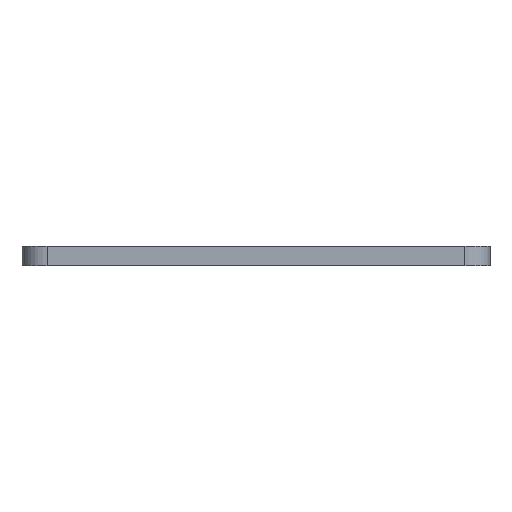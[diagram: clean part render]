
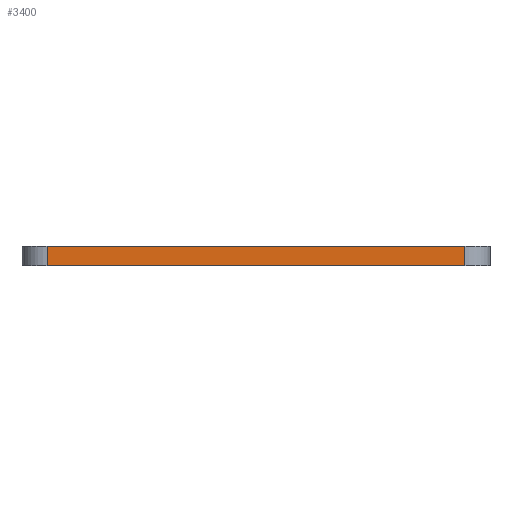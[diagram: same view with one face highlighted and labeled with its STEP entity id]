
A CAD part, front view. The second image highlights one B-rep face of the part: STEP entity #3400.
In plain terms, the highlighted planar face has unit normal (0, -1, 0).
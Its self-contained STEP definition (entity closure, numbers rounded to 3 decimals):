
#74 = EDGE_CURVE('',#75,#77,#79,.T.);
#75 = VERTEX_POINT('',#76);
#76 = CARTESIAN_POINT('',(-16.89,-6.415,0.));
#77 = VERTEX_POINT('',#78);
#78 = CARTESIAN_POINT('',(-16.89,-6.415,1.6
    ));
#79 = LINE('',#80,#81);
#80 = CARTESIAN_POINT('',(-16.89,-6.415,0.));
#81 = VECTOR('',#82,1.);
#82 = DIRECTION('',(0.,0.,1.));
#239 = VERTEX_POINT('',#240);
#240 = CARTESIAN_POINT('',(16.762,-6.415,0.));
#247 = EDGE_CURVE('',#239,#75,#248,.T.);
#248 = LINE('',#249,#250);
#249 = CARTESIAN_POINT('',(16.762,-6.415,0.));
#250 = VECTOR('',#251,1.);
#251 = DIRECTION('',(-1.,0.,0.));
#1873 = VERTEX_POINT('',#1874);
#1874 = CARTESIAN_POINT('',(16.762,-6.415,
    1.6));
#1881 = EDGE_CURVE('',#1873,#77,#1882,.T.);
#1882 = LINE('',#1883,#1884);
#1883 = CARTESIAN_POINT('',(16.762,-6.415,
    1.6));
#1884 = VECTOR('',#1885,1.);
#1885 = DIRECTION('',(-1.,0.,0.));
#3400 = ADVANCED_FACE('',(#3401),#3412,.T.);
#3401 = FACE_BOUND('',#3402,.T.);
#3402 = EDGE_LOOP('',(#3403,#3409,#3410,#3411));
#3403 = ORIENTED_EDGE('',*,*,#3404,.T.);
#3404 = EDGE_CURVE('',#239,#1873,#3405,.T.);
#3405 = LINE('',#3406,#3407);
#3406 = CARTESIAN_POINT('',(16.762,-6.415,0.));
#3407 = VECTOR('',#3408,1.);
#3408 = DIRECTION('',(0.,0.,1.));
#3409 = ORIENTED_EDGE('',*,*,#1881,.T.);
#3410 = ORIENTED_EDGE('',*,*,#74,.F.);
#3411 = ORIENTED_EDGE('',*,*,#247,.F.);
#3412 = PLANE('',#3413);
#3413 = AXIS2_PLACEMENT_3D('',#3414,#3415,#3416);
#3414 = CARTESIAN_POINT('',(16.762,-6.415,0.));
#3415 = DIRECTION('',(0.,-1.,0.));
#3416 = DIRECTION('',(-1.,0.,0.));
